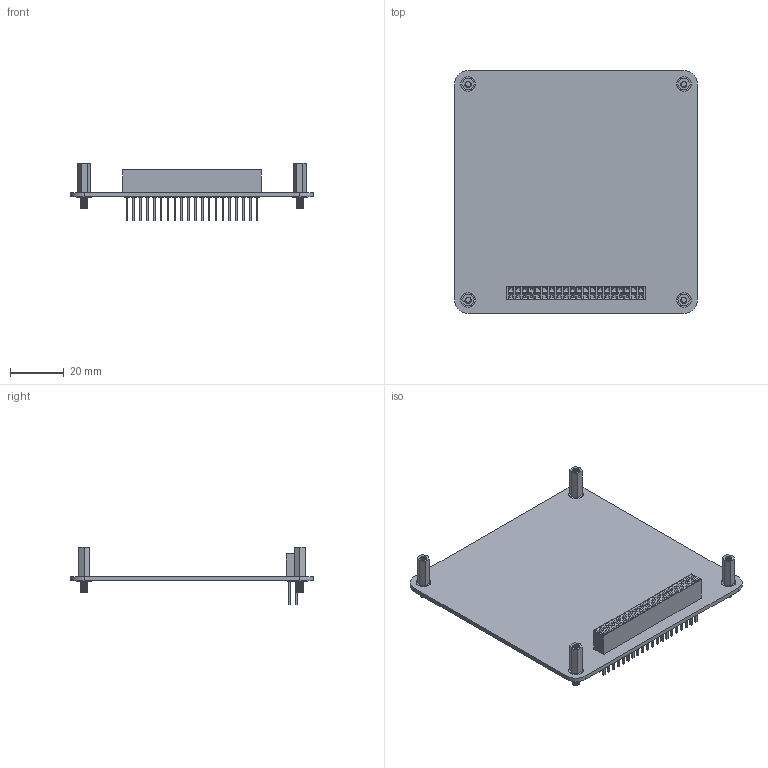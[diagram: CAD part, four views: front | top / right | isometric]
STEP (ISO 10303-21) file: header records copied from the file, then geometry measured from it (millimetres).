
FILE_DESCRIPTION(/* description */ (''),/* implementation_level */ '2;1');
FILE_NAME(/* name */ 'Slice.step',/* time_stamp */ '2021-02-26T17:24:36-08:00',/* author */ (''),/* organization */ (''),/* preprocessor_version */ 'ST-DEVELOPER v18.1',/* originating_system */ 'Autodesk Translation Framework v9.7.1.1290',/* authorisation */ '');
FILE_SCHEMA (('AUTOMOTIVE_DESIGN { 1 0 10303 214 3 1 1 }'));
Length unit declared in the file: millimetre
Products named in the file (4): Slice; Header; Standoff; Board
Assembly tree (6 placements, depth 2):
  Slice
    Header
    Standoff  x4
    Board
Bounding box: 90 x 90 x 21.5 mm (x, y, z)
Volume: 15475.7 mm3; surface area: 22273 mm2
Topology: 134 solids, 134 shells, 1288 faces, 2756 edges, 1784 vertices
Faces by surface type: plane 832, cylinder 440, bspline 16
Full cylindrical faces by diameter (mm): 1.02 x120, 1.7 x80, 2.016 x16, 2.075 x24, 2.53 x32, 2.58 x16, 2.7 x12, 5.4 x8
Entity records: 31589 total; most frequent: CARTESIAN_POINT 8211, DIRECTION 4685, ORIENTED_EDGE 4342, EDGE_CURVE 2171, LINE 1597, VECTOR 1597, AXIS2_PLACEMENT_3D 1544, VERTEX_POINT 1394
